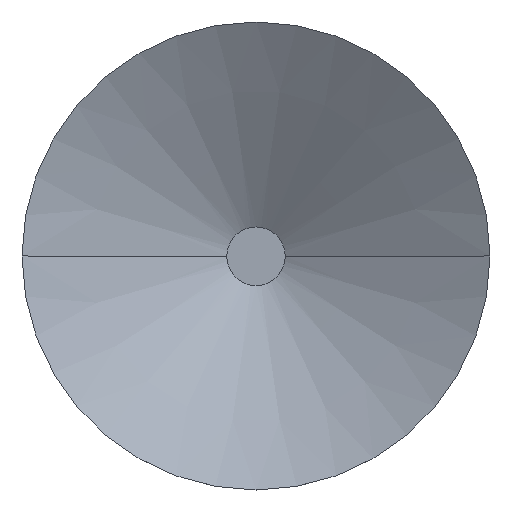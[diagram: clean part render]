
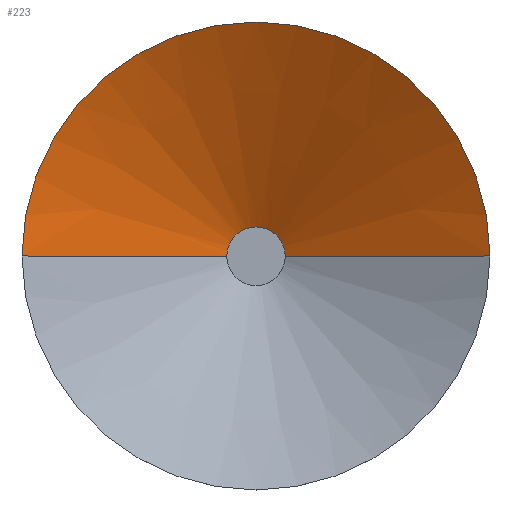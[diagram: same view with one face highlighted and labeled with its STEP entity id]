
A CAD part, top view. The second image highlights one B-rep face of the part: STEP entity #223.
In plain terms, the highlighted conical face has half-angle 60.255 degrees and reference radius 40 mm.
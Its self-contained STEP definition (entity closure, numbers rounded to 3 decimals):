
#4 = VERTEX_POINT ( 'NONE', #240 ) ;
#13 = VERTEX_POINT ( 'NONE', #214 ) ;
#14 = CARTESIAN_POINT ( 'NONE',  ( 40., 0., 0. ) ) ;
#19 = LINE ( 'NONE', #14, #74 ) ;
#40 = CARTESIAN_POINT ( 'NONE',  ( 0., 0., 0. ) ) ;
#47 = EDGE_CURVE ( 'NONE', #13, #4, #52, .T. ) ;
#48 = ORIENTED_EDGE ( 'NONE', *, *, #113, .F. ) ;
#50 = CIRCLE ( 'NONE', #177, 40. ) ;
#52 = CIRCLE ( 'NONE', #224, 5. ) ;
#74 = VECTOR ( 'NONE', #164, 1000. ) ;
#77 = CARTESIAN_POINT ( 'NONE',  ( 40., 0., 0. ) ) ;
#78 = VERTEX_POINT ( 'NONE', #108 ) ;
#85 = CARTESIAN_POINT ( 'NONE',  ( 0., 0., 0. ) ) ;
#86 = DIRECTION ( 'NONE',  ( -1., 0., 0. ) ) ;
#90 = ORIENTED_EDGE ( 'NONE', *, *, #175, .F. ) ;
#108 = CARTESIAN_POINT ( 'NONE',  ( -40., 0., 0. ) ) ;
#113 = EDGE_CURVE ( 'NONE', #13, #78, #193, .T. ) ;
#126 = CARTESIAN_POINT ( 'NONE',  ( -40., 0., 0. ) ) ;
#145 = DIRECTION ( 'NONE',  ( -0.868, 0., 0.496 ) ) ;
#164 = DIRECTION ( 'NONE',  ( 0.868, 0., 0.496 ) ) ;
#167 = DIRECTION ( 'NONE',  ( 1., 0., 0. ) ) ;
#172 = DIRECTION ( 'NONE',  ( 0., 0., 1. ) ) ;
#175 = EDGE_CURVE ( 'NONE', #78, #208, #50, .T. ) ;
#177 = AXIS2_PLACEMENT_3D ( 'NONE', #85, #267, #207 ) ;
#178 = ORIENTED_EDGE ( 'NONE', *, *, #47, .T. ) ;
#180 = VECTOR ( 'NONE', #145, 1000. ) ;
#193 = LINE ( 'NONE', #126, #180 ) ;
#198 = ORIENTED_EDGE ( 'NONE', *, *, #242, .T. ) ;
#207 = DIRECTION ( 'NONE',  ( -1., 0., 0. ) ) ;
#208 = VERTEX_POINT ( 'NONE', #77 ) ;
#214 = CARTESIAN_POINT ( 'NONE',  ( -5., 0., -20. ) ) ;
#217 = FACE_OUTER_BOUND ( 'NONE', #259, .T. ) ;
#223 = ADVANCED_FACE ( 'NONE', ( #217 ), #243, .F. ) ;
#224 = AXIS2_PLACEMENT_3D ( 'NONE', #236, #258, #86 ) ;
#236 = CARTESIAN_POINT ( 'NONE',  ( 0., 0., -20. ) ) ;
#240 = CARTESIAN_POINT ( 'NONE',  ( 5., 0., -20. ) ) ;
#242 = EDGE_CURVE ( 'NONE', #4, #208, #19, .T. ) ;
#243 = CONICAL_SURFACE ( 'NONE', #263, 40., 1.052 ) ;
#258 = DIRECTION ( 'NONE',  ( 0., 0., -1. ) ) ;
#259 = EDGE_LOOP ( 'NONE', ( #48, #178, #198, #90 ) ) ;
#263 = AXIS2_PLACEMENT_3D ( 'NONE', #40, #172, #167 ) ;
#267 = DIRECTION ( 'NONE',  ( 0., 0., -1. ) ) ;
